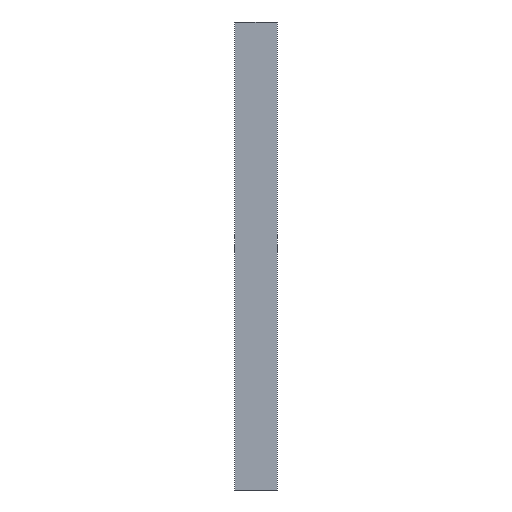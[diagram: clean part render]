
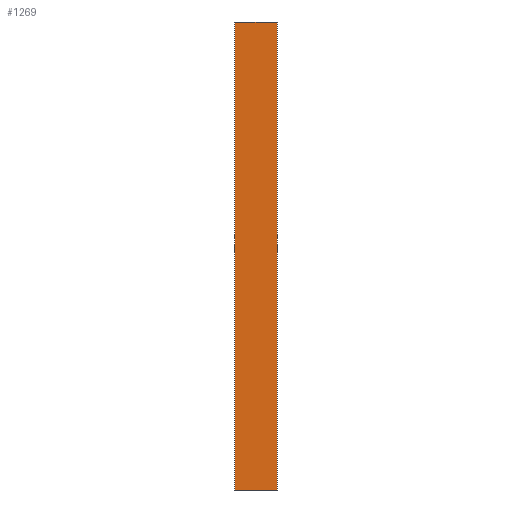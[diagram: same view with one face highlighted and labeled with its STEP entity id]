
A CAD part, left-side view. The second image highlights one B-rep face of the part: STEP entity #1269.
In plain terms, the highlighted planar face has unit normal (-1, 0, 0).
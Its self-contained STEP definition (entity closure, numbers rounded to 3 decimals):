
#37 = LINE ( 'NONE', #91, #90 ) ;
#58 = CARTESIAN_POINT ( 'NONE',  ( 86.806, -16.264, 0. ) ) ;
#70 = CARTESIAN_POINT ( 'NONE',  ( 86.806, 28.736, 0. ) ) ;
#89 = DIRECTION ( 'NONE',  ( 0., -1., 0. ) ) ;
#90 = VECTOR ( 'NONE', #89, 1000. ) ;
#91 = CARTESIAN_POINT ( 'NONE',  ( 86.806, 28.736, 0. ) ) ;
#1221 = EDGE_CURVE ( 'NONE', #1524, #2467, #4517, .T. ) ;
#1226 = EDGE_LOOP ( 'NONE', ( #1271, #1268, #1274, #1273 ) ) ;
#1267 = EDGE_CURVE ( 'NONE', #1590, #2435, #4575, .T. ) ;
#1268 = ORIENTED_EDGE ( 'NONE', *, *, #1267, .F. ) ;
#1269 = ADVANCED_FACE ( 'NONE', ( #4585 ), #4540, .F. ) ;
#1271 = ORIENTED_EDGE ( 'NONE', *, *, #2446, .T. ) ;
#1273 = ORIENTED_EDGE ( 'NONE', *, *, #1221, .T. ) ;
#1274 = ORIENTED_EDGE ( 'NONE', *, *, #1490, .F. ) ;
#1490 = EDGE_CURVE ( 'NONE', #1524, #1590, #4916, .T. ) ;
#1524 = VERTEX_POINT ( 'NONE', #4996 ) ;
#1590 = VERTEX_POINT ( 'NONE', #5083 ) ;
#2435 = VERTEX_POINT ( 'NONE', #58 ) ;
#2446 = EDGE_CURVE ( 'NONE', #2467, #2435, #37, .T. ) ;
#2467 = VERTEX_POINT ( 'NONE', #70 ) ;
#4515 = DIRECTION ( 'NONE',  ( 0., 0., -1. ) ) ;
#4516 = VECTOR ( 'NONE', #4515, 1000. ) ;
#4517 = LINE ( 'NONE', #4523, #4516 ) ;
#4523 = CARTESIAN_POINT ( 'NONE',  ( 86.806, 28.736, 500. ) ) ;
#4540 = PLANE ( 'NONE',  #4631 ) ;
#4574 = CARTESIAN_POINT ( 'NONE',  ( 86.806, -16.264, 500. ) ) ;
#4575 = LINE ( 'NONE', #4574, #4633 ) ;
#4585 = FACE_OUTER_BOUND ( 'NONE', #1226, .T. ) ;
#4625 = DIRECTION ( 'NONE',  ( 0., 0., -1. ) ) ;
#4626 = DIRECTION ( 'NONE',  ( 1., 0., 0. ) ) ;
#4627 = CARTESIAN_POINT ( 'NONE',  ( 86.806, 28.736, 500. ) ) ;
#4631 = AXIS2_PLACEMENT_3D ( 'NONE', #4627, #4626, #4625 ) ;
#4632 = DIRECTION ( 'NONE',  ( 0., 0., -1. ) ) ;
#4633 = VECTOR ( 'NONE', #4632, 1000. ) ;
#4911 = DIRECTION ( 'NONE',  ( 0., -1., 0. ) ) ;
#4912 = VECTOR ( 'NONE', #4911, 1000. ) ;
#4916 = LINE ( 'NONE', #4921, #4912 ) ;
#4921 = CARTESIAN_POINT ( 'NONE',  ( 86.806, 28.736, 500. ) ) ;
#4996 = CARTESIAN_POINT ( 'NONE',  ( 86.806, 28.736, 500. ) ) ;
#5083 = CARTESIAN_POINT ( 'NONE',  ( 86.806, -16.264, 500. ) ) ;
